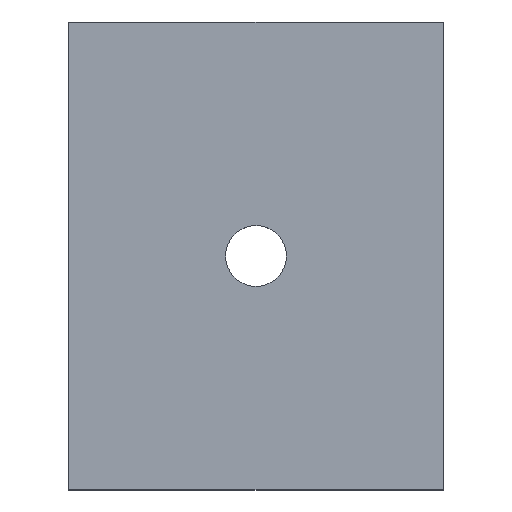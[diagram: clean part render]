
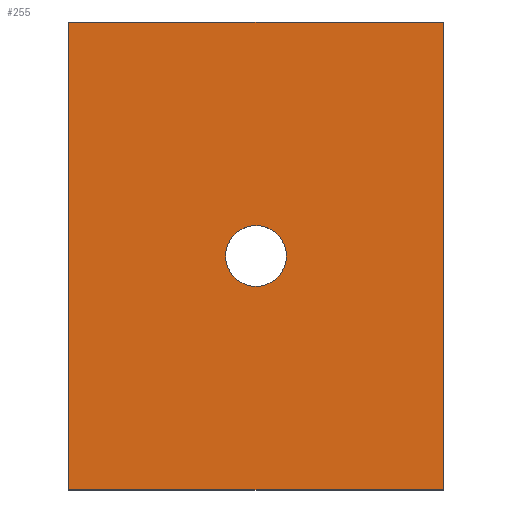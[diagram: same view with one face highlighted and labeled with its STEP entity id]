
A CAD part, top view. The second image highlights one B-rep face of the part: STEP entity #255.
In plain terms, the highlighted planar face has unit normal (0, 0, 1).
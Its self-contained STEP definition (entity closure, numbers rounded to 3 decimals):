
#105=CARTESIAN_POINT('',(6.5,0.0,8.0));
#106=VERTEX_POINT('',#105);
#107=CARTESIAN_POINT('',(0.0,0.0,8.));
#108=DIRECTION('',(0.0,0.0,-1.0));
#109=DIRECTION('',(1.0,0.0,0.0));
#110=AXIS2_PLACEMENT_3D('',#107,#108,#109);
#111=CIRCLE('',#110,6.5);
#112=EDGE_CURVE('',#106,#106,#111,.T.);
#122=CARTESIAN_POINT('',(40.0,50.0,8.0));
#123=VERTEX_POINT('',#122);
#124=CARTESIAN_POINT('',(40.0,-50.0,8.0));
#125=VERTEX_POINT('',#124);
#126=CARTESIAN_POINT('',(40.0,50.0,8.0));
#127=DIRECTION('',(0.0,-1.0,0.0));
#128=VECTOR('',#127,100.0);
#129=LINE('',#126,#128);
#130=EDGE_CURVE('',#123,#125,#129,.T.);
#162=CARTESIAN_POINT('',(-40.0,-50.0,8.0));
#163=VERTEX_POINT('',#162);
#164=CARTESIAN_POINT('',(40.0,-50.0,8.0));
#165=DIRECTION('',(-1.0,0.0,0.0));
#166=VECTOR('',#165,80.0);
#167=LINE('',#164,#166);
#168=EDGE_CURVE('',#125,#163,#167,.T.);
#193=CARTESIAN_POINT('',(-40.0,50.0,8.0));
#194=VERTEX_POINT('',#193);
#195=CARTESIAN_POINT('',(-40.0,-50.0,8.0));
#196=DIRECTION('',(0.0,1.0,0.0));
#197=VECTOR('',#196,100.0);
#198=LINE('',#195,#197);
#199=EDGE_CURVE('',#163,#194,#198,.T.);
#224=CARTESIAN_POINT('',(-40.0,50.0,8.0));
#225=DIRECTION('',(1.0,0.0,0.0));
#226=VECTOR('',#225,80.0);
#227=LINE('',#224,#226);
#228=EDGE_CURVE('',#194,#123,#227,.T.);
#241=CARTESIAN_POINT('',(0.0,0.0,8.0));
#242=DIRECTION('',(0.0,0.0,1.0));
#243=DIRECTION('',(1.0,0.0,0.0));
#244=AXIS2_PLACEMENT_3D('',#241,#242,#243);
#245=PLANE('',#244);
#246=ORIENTED_EDGE('',*,*,#130,.F.);
#247=ORIENTED_EDGE('',*,*,#228,.F.);
#248=ORIENTED_EDGE('',*,*,#199,.F.);
#249=ORIENTED_EDGE('',*,*,#168,.F.);
#250=EDGE_LOOP('',(#246,#247,#248,#249));
#251=FACE_OUTER_BOUND('',#250,.T.);
#252=ORIENTED_EDGE('',*,*,#112,.T.);
#253=EDGE_LOOP('',(#252));
#254=FACE_BOUND('',#253,.T.);
#255=ADVANCED_FACE('',(#251,#254),#245,.T.);
